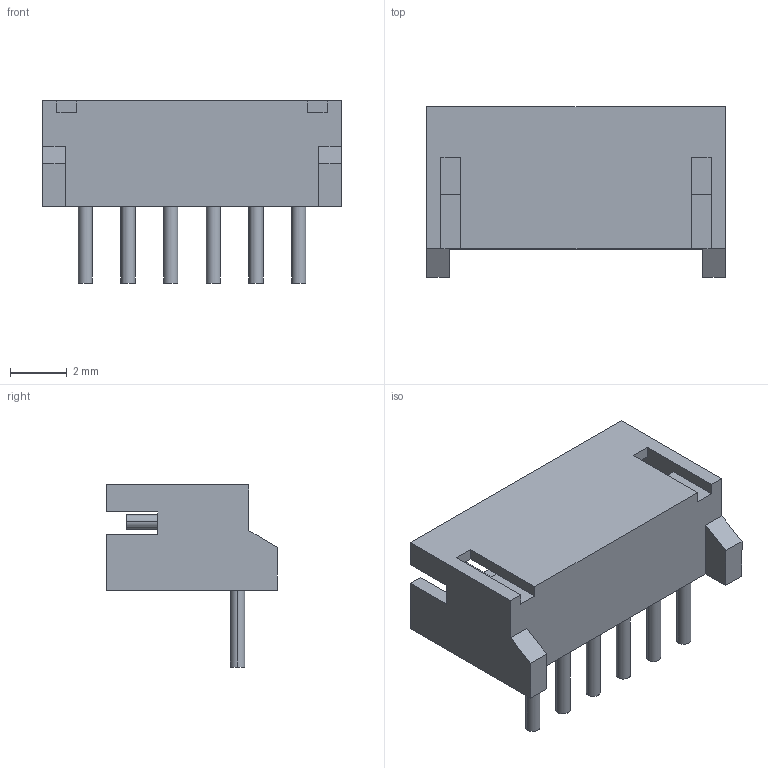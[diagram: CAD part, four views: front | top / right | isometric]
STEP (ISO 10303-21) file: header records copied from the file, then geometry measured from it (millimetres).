
FILE_DESCRIPTION((''),'2;1');
FILE_NAME('JST_S6B-ZR(LF)(SN).stp','2014-06-02T16:09:30',(''),(''),'Mechanical Desktop 2011','Mechanical Desktop 2011',', , ');
FILE_SCHEMA(('AUTOMOTIVE_DESIGN { 1 2 10303 214 1 1 1 1 }'));
Length unit declared in the file: millimetre
Products named in the file (1): Product
Bounding box: 10.5 x 6 x 6.4 mm (x, y, z)
Volume: 117 mm3; surface area: 361.9 mm2
Topology: 13 solids, 13 shells, 80 faces, 172 edges, 114 vertices
Faces by surface type: plane 56, cylinder 24
Entity records: 2216 total; most frequent: DIRECTION 382, CARTESIAN_POINT 367, ORIENTED_EDGE 344, EDGE_CURVE 172, AXIS2_PLACEMENT_3D 129, VECTOR 124, LINE 124, VERTEX_POINT 114
